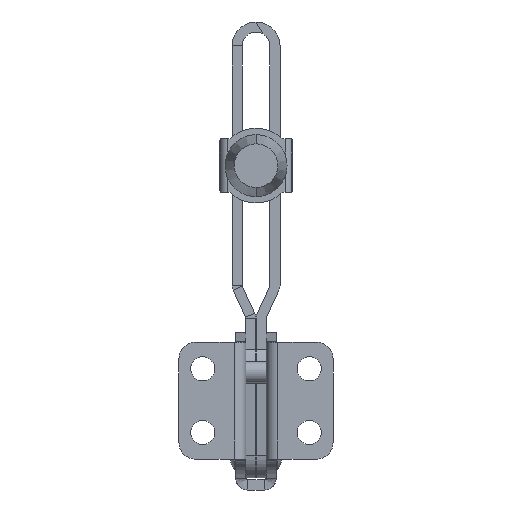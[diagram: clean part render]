
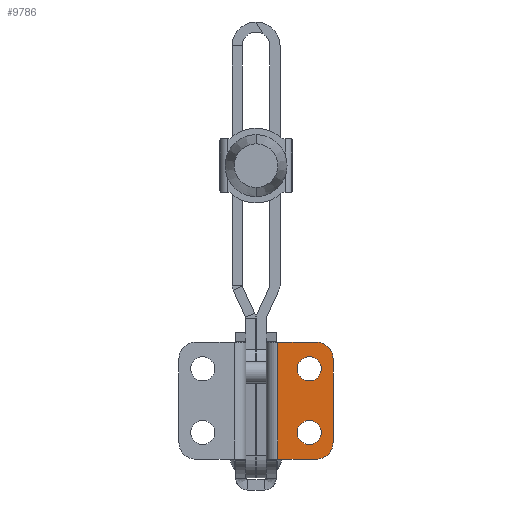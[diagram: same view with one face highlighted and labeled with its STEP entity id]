
A CAD part, front view. The second image highlights one B-rep face of the part: STEP entity #9786.
In plain terms, the highlighted planar face has unit normal (0, -1, 0).
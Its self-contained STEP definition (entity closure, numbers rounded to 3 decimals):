
#511 = DIRECTION ( 'NONE',  ( -1., 0., 0. ) ) ;
#513 = PLANE ( 'NONE',  #6798 ) ;
#515 = CARTESIAN_POINT ( 'NONE',  ( 18., -3., 36.1 ) ) ;
#518 = DIRECTION ( 'NONE',  ( 0., 1., 0. ) ) ;
#3930 = CARTESIAN_POINT ( 'NONE',  ( 15.9, -3., 14.15 ) ) ;
#3931 = DIRECTION ( 'NONE',  ( 0., -1., 0. ) ) ;
#3932 = DIRECTION ( 'NONE',  ( 1., 0., 0. ) ) ;
#3940 = CARTESIAN_POINT ( 'NONE',  ( 15.9, -3., 33.15 ) ) ;
#3941 = DIRECTION ( 'NONE',  ( 0., -1., 0. ) ) ;
#3942 = DIRECTION ( 'NONE',  ( 1., 0., 0. ) ) ;
#4395 = DIRECTION ( 'NONE',  ( 0., 0., 1. ) ) ;
#4399 = CARTESIAN_POINT ( 'NONE',  ( 6.5, -3., 36.1 ) ) ;
#4405 = CARTESIAN_POINT ( 'NONE',  ( 18., -3., 6.2 ) ) ;
#4406 = DIRECTION ( 'NONE',  ( 1., 0., 0. ) ) ;
#4407 = CARTESIAN_POINT ( 'NONE',  ( 15.9, -3., 14.15 ) ) ;
#4408 = DIRECTION ( 'NONE',  ( 0., -1., 0. ) ) ;
#4409 = DIRECTION ( 'NONE',  ( 1., 0., 0. ) ) ;
#4410 = DIRECTION ( 'NONE',  ( 0., 0., 1. ) ) ;
#4411 = CARTESIAN_POINT ( 'NONE',  ( 15.9, -3., 33.15 ) ) ;
#4412 = DIRECTION ( 'NONE',  ( 0., -1., 0. ) ) ;
#4413 = DIRECTION ( 'NONE',  ( 1., 0., 0. ) ) ;
#4414 = CARTESIAN_POINT ( 'NONE',  ( 23., -3., 36.1 ) ) ;
#4415 = CARTESIAN_POINT ( 'NONE',  ( 6., -3., 41.1 ) ) ;
#4416 = DIRECTION ( 'NONE',  ( -1., 0., 0. ) ) ;
#4417 = CARTESIAN_POINT ( 'NONE',  ( 18., -3., 11.2 ) ) ;
#4418 = DIRECTION ( 'NONE',  ( 0., -1., 0. ) ) ;
#4419 = DIRECTION ( 'NONE',  ( -1., 0., 0. ) ) ;
#4420 = CARTESIAN_POINT ( 'NONE',  ( 18., -3., 36.1 ) ) ;
#4421 = DIRECTION ( 'NONE',  ( 0., -1., 0. ) ) ;
#4422 = DIRECTION ( 'NONE',  ( -1., 0., 0. ) ) ;
#6798 = AXIS2_PLACEMENT_3D ( 'NONE', #515, #518, #511 ) ;
#7014 = AXIS2_PLACEMENT_3D ( 'NONE', #3930, #3931, #3932 ) ;
#7016 = AXIS2_PLACEMENT_3D ( 'NONE', #3940, #3941, #3942 ) ;
#7066 = AXIS2_PLACEMENT_3D ( 'NONE', #4407, #4408, #4409 ) ;
#7067 = AXIS2_PLACEMENT_3D ( 'NONE', #4411, #4412, #4413 ) ;
#7068 = AXIS2_PLACEMENT_3D ( 'NONE', #4417, #4418, #4419 ) ;
#7069 = AXIS2_PLACEMENT_3D ( 'NONE', #4420, #4421, #4422 ) ;
#9786 = ADVANCED_FACE ( 'NONE', ( #29942, #29948, #29944 ), #513, .F. ) ;
#14045 = EDGE_LOOP ( 'NONE', ( #17692, #17694 ) ) ;
#14047 = EDGE_LOOP ( 'NONE', ( #17696, #17699, #17701, #17703, #17704, #17706 ) ) ;
#14054 = EDGE_LOOP ( 'NONE', ( #17689, #17691 ) ) ;
#15781 = VERTEX_POINT ( 'NONE', #31683 ) ;
#15828 = VERTEX_POINT ( 'NONE', #31730 ) ;
#15842 = VERTEX_POINT ( 'NONE', #31744 ) ;
#16002 = VERTEX_POINT ( 'NONE', #31904 ) ;
#16006 = VERTEX_POINT ( 'NONE', #31908 ) ;
#16083 = VERTEX_POINT ( 'NONE', #31985 ) ;
#16092 = VERTEX_POINT ( 'NONE', #31994 ) ;
#16147 = VERTEX_POINT ( 'NONE', #32049 ) ;
#16171 = VERTEX_POINT ( 'NONE', #32073 ) ;
#16197 = VERTEX_POINT ( 'NONE', #32099 ) ;
#17689 = ORIENTED_EDGE ( 'NONE', *, *, #20640, .F. ) ;
#17691 = ORIENTED_EDGE ( 'NONE', *, *, #21186, .F. ) ;
#17692 = ORIENTED_EDGE ( 'NONE', *, *, #20654, .F. ) ;
#17694 = ORIENTED_EDGE ( 'NONE', *, *, #21190, .F. ) ;
#17696 = ORIENTED_EDGE ( 'NONE', *, *, #21179, .F. ) ;
#17699 = ORIENTED_EDGE ( 'NONE', *, *, #21194, .T. ) ;
#17701 = ORIENTED_EDGE ( 'NONE', *, *, #21197, .T. ) ;
#17703 = ORIENTED_EDGE ( 'NONE', *, *, #21200, .T. ) ;
#17704 = ORIENTED_EDGE ( 'NONE', *, *, #21204, .T. ) ;
#17706 = ORIENTED_EDGE ( 'NONE', *, *, #21207, .T. ) ;
#20640 = EDGE_CURVE ( 'NONE', #16197, #15828, #21003, .T. ) ;
#20654 = EDGE_CURVE ( 'NONE', #15781, #15842, #21025, .T. ) ;
#21003 = CIRCLE ( 'NONE', #7014, 3.6 ) ;
#21025 = CIRCLE ( 'NONE', #7016, 3.6 ) ;
#21179 = EDGE_CURVE ( 'NONE', #16083, #16002, #21721, .T. ) ;
#21186 = EDGE_CURVE ( 'NONE', #15828, #16197, #21730, .T. ) ;
#21190 = EDGE_CURVE ( 'NONE', #15842, #15781, #21737, .T. ) ;
#21194 = EDGE_CURVE ( 'NONE', #16083, #16147, #21740, .T. ) ;
#21197 = EDGE_CURVE ( 'NONE', #16147, #16092, #21724, .T. ) ;
#21200 = EDGE_CURVE ( 'NONE', #16092, #16171, #21748, .T. ) ;
#21204 = EDGE_CURVE ( 'NONE', #16171, #16006, #21751, .T. ) ;
#21207 = EDGE_CURVE ( 'NONE', #16006, #16002, #21757, .T. ) ;
#21721 = LINE ( 'NONE', #4399, #21727 ) ;
#21724 = CIRCLE ( 'NONE', #7068, 5. ) ;
#21727 = VECTOR ( 'NONE', #4395, 1000. ) ;
#21730 = CIRCLE ( 'NONE', #7066, 3.6 ) ;
#21737 = CIRCLE ( 'NONE', #7067, 3.6 ) ;
#21740 = LINE ( 'NONE', #4405, #21745 ) ;
#21745 = VECTOR ( 'NONE', #4406, 1000. ) ;
#21748 = LINE ( 'NONE', #4414, #21755 ) ;
#21751 = CIRCLE ( 'NONE', #7069, 5. ) ;
#21755 = VECTOR ( 'NONE', #4410, 1000. ) ;
#21757 = LINE ( 'NONE', #4415, #21763 ) ;
#21763 = VECTOR ( 'NONE', #4416, 1000. ) ;
#29942 = FACE_BOUND ( 'NONE', #14054, .T. ) ;
#29944 = FACE_OUTER_BOUND ( 'NONE', #14047, .T. ) ;
#29948 = FACE_BOUND ( 'NONE', #14045, .T. ) ;
#31683 = CARTESIAN_POINT ( 'NONE',  ( 12.3, -3., 33.15 ) ) ;
#31730 = CARTESIAN_POINT ( 'NONE',  ( 19.5, -3., 14.15 ) ) ;
#31744 = CARTESIAN_POINT ( 'NONE',  ( 19.5, -3., 33.15 ) ) ;
#31904 = CARTESIAN_POINT ( 'NONE',  ( 6.5, -3., 41.1 ) ) ;
#31908 = CARTESIAN_POINT ( 'NONE',  ( 18., -3., 41.1 ) ) ;
#31985 = CARTESIAN_POINT ( 'NONE',  ( 6.5, -3., 6.2 ) ) ;
#31994 = CARTESIAN_POINT ( 'NONE',  ( 23., -3., 11.2 ) ) ;
#32049 = CARTESIAN_POINT ( 'NONE',  ( 18., -3., 6.2 ) ) ;
#32073 = CARTESIAN_POINT ( 'NONE',  ( 23., -3., 36.1 ) ) ;
#32099 = CARTESIAN_POINT ( 'NONE',  ( 12.3, -3., 14.15 ) ) ;
